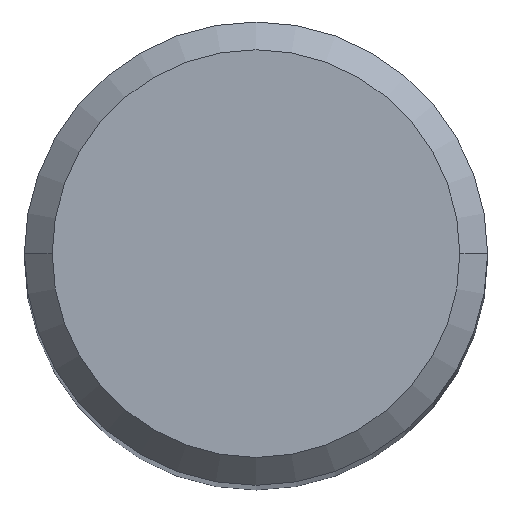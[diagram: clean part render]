
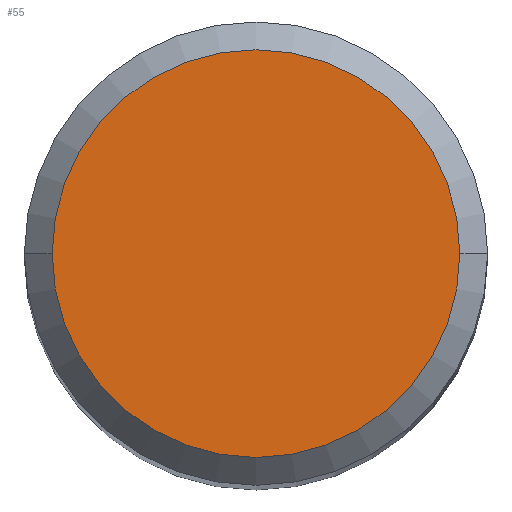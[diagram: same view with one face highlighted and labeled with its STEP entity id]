
A CAD part, top view. The second image highlights one B-rep face of the part: STEP entity #55.
In plain terms, the highlighted planar face has unit normal (0, 0, 1).
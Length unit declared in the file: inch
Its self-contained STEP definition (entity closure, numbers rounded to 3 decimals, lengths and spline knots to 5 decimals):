
#8 = FACE_OUTER_BOUND ( 'NONE', #624, .T. ) ;
#9 = CARTESIAN_POINT ( 'NONE',  ( 0., 0., 2.5 ) ) ;
#28 = CIRCLE ( 'NONE', #226, 0.11 ) ;
#55 = ADVANCED_FACE ( 'NONE', ( #8 ), #420, .T. ) ;
#131 = AXIS2_PLACEMENT_3D ( 'NONE', #887, #135, #548 ) ;
#135 = DIRECTION ( 'NONE',  ( 0., 0., 1. ) ) ;
#137 = VERTEX_POINT ( 'NONE', #917 ) ;
#226 = AXIS2_PLACEMENT_3D ( 'NONE', #9, #996, #360 ) ;
#307 = AXIS2_PLACEMENT_3D ( 'NONE', #983, #593, #1069 ) ;
#360 = DIRECTION ( 'NONE',  ( 1., 0., 0. ) ) ;
#420 = PLANE ( 'NONE',  #307 ) ;
#463 = ORIENTED_EDGE ( 'NONE', *, *, #900, .T. ) ;
#478 = EDGE_CURVE ( 'NONE', #137, #675, #28, .T. ) ;
#548 = DIRECTION ( 'NONE',  ( 1., 0., 0. ) ) ;
#549 = CIRCLE ( 'NONE', #131, 0.11 ) ;
#593 = DIRECTION ( 'NONE',  ( 0., 0., 1. ) ) ;
#624 = EDGE_LOOP ( 'NONE', ( #785, #463 ) ) ;
#675 = VERTEX_POINT ( 'NONE', #987 ) ;
#785 = ORIENTED_EDGE ( 'NONE', *, *, #478, .T. ) ;
#887 = CARTESIAN_POINT ( 'NONE',  ( 0., 0., 2.5 ) ) ;
#900 = EDGE_CURVE ( 'NONE', #675, #137, #549, .T. ) ;
#917 = CARTESIAN_POINT ( 'NONE',  ( -0.11, 0., 2.5 ) ) ;
#983 = CARTESIAN_POINT ( 'NONE',  ( 0., 0., 2.5 ) ) ;
#987 = CARTESIAN_POINT ( 'NONE',  ( 0.11, 0., 2.5 ) ) ;
#996 = DIRECTION ( 'NONE',  ( 0., 0., 1. ) ) ;
#1069 = DIRECTION ( 'NONE',  ( 1., 0., 0. ) ) ;
